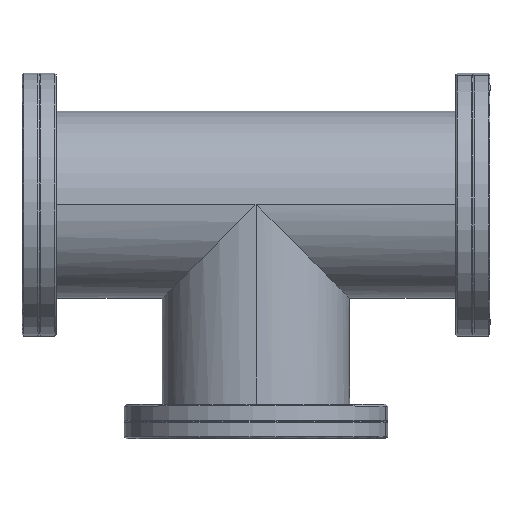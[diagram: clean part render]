
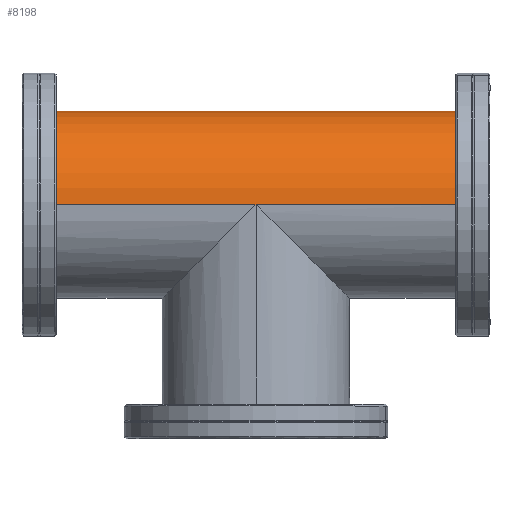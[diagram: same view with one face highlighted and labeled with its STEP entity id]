
A CAD part, top view. The second image highlights one B-rep face of the part: STEP entity #8198.
In plain terms, the highlighted cylindrical face has radius 54 mm (diameter 108 mm), a partial arc.
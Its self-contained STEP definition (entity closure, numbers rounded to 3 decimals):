
#370 = VERTEX_POINT ( 'NONE', #4161 ) ;
#450 = EDGE_LOOP ( 'NONE', ( #3090, #6002, #2481, #6970, #9442, #9892 ) ) ;
#586 = EDGE_CURVE ( 'NONE', #8032, #7053, #654, .T. ) ;
#589 = EDGE_CURVE ( 'NONE', #8032, #370, #4908, .T. ) ;
#592 = EDGE_CURVE ( 'NONE', #370, #9879, #4679, .T. ) ;
#599 = EDGE_CURVE ( 'NONE', #1248, #4312, #4432, .T. ) ;
#636 = EDGE_CURVE ( 'NONE', #9879, #4312, #1364, .T. ) ;
#637 = EDGE_CURVE ( 'NONE', #7053, #1248, #5262, .T. ) ;
#654 = CIRCLE ( 'NONE', #4696, 54. ) ;
#1090 = VECTOR ( 'NONE', #8613, 1000. ) ;
#1248 = VERTEX_POINT ( 'NONE', #5566 ) ;
#1364 = CIRCLE ( 'NONE', #4488, 54. ) ;
#2020 = DIRECTION ( 'NONE',  ( 0., 0., 1. ) ) ;
#2475 = VECTOR ( 'NONE', #7845, 1000. ) ;
#2481 = ORIENTED_EDGE ( 'NONE', *, *, #599, .T. ) ;
#2749 = VECTOR ( 'NONE', #7343, 1000. ) ;
#3090 = ORIENTED_EDGE ( 'NONE', *, *, #586, .T. ) ;
#3502 = CARTESIAN_POINT ( 'NONE',  ( 0., 0., -54. ) ) ;
#4161 = CARTESIAN_POINT ( 'NONE',  ( 125.5, 0., 54. ) ) ;
#4264 = CARTESIAN_POINT ( 'NONE',  ( 260., 0., 0. ) ) ;
#4312 = VERTEX_POINT ( 'NONE', #3502 ) ;
#4432 = LINE ( 'NONE', #7177, #2475 ) ;
#4488 = AXIS2_PLACEMENT_3D ( 'NONE', #8915, #8982, #9015 ) ;
#4679 = LINE ( 'NONE', #7599, #8505 ) ;
#4696 = AXIS2_PLACEMENT_3D ( 'NONE', #7431, #7490, #7470 ) ;
#4908 = LINE ( 'NONE', #7402, #2749 ) ;
#5262 = LINE ( 'NONE', #8941, #1090 ) ;
#5566 = CARTESIAN_POINT ( 'NONE',  ( 125.5, 0., -54. ) ) ;
#5599 = FACE_OUTER_BOUND ( 'NONE', #450, .T. ) ;
#6002 = ORIENTED_EDGE ( 'NONE', *, *, #637, .T. ) ;
#6677 = CARTESIAN_POINT ( 'NONE',  ( 0., 0., 54. ) ) ;
#6970 = ORIENTED_EDGE ( 'NONE', *, *, #636, .F. ) ;
#7053 = VERTEX_POINT ( 'NONE', #7699 ) ;
#7177 = CARTESIAN_POINT ( 'NONE',  ( 260., 0., -54. ) ) ;
#7343 = DIRECTION ( 'NONE',  ( -1., 0., 0. ) ) ;
#7402 = CARTESIAN_POINT ( 'NONE',  ( 260., 0., 54. ) ) ;
#7431 = CARTESIAN_POINT ( 'NONE',  ( 251., 0., 0. ) ) ;
#7470 = DIRECTION ( 'NONE',  ( 0., 0., 1. ) ) ;
#7490 = DIRECTION ( 'NONE',  ( -1., 0., 0. ) ) ;
#7599 = CARTESIAN_POINT ( 'NONE',  ( 260., 0., 54. ) ) ;
#7691 = DIRECTION ( 'NONE',  ( -1., 0., 0. ) ) ;
#7699 = CARTESIAN_POINT ( 'NONE',  ( 251., 0., -54. ) ) ;
#7845 = DIRECTION ( 'NONE',  ( -1., 0., 0. ) ) ;
#7901 = CARTESIAN_POINT ( 'NONE',  ( 251., 0., 54. ) ) ;
#7946 = AXIS2_PLACEMENT_3D ( 'NONE', #4264, #8853, #2020 ) ;
#8032 = VERTEX_POINT ( 'NONE', #7901 ) ;
#8198 = ADVANCED_FACE ( 'NONE', ( #5599 ), #8466, .T. ) ;
#8466 = CYLINDRICAL_SURFACE ( 'NONE', #7946, 54. ) ;
#8505 = VECTOR ( 'NONE', #7691, 1000. ) ;
#8613 = DIRECTION ( 'NONE',  ( -1., 0., 0. ) ) ;
#8853 = DIRECTION ( 'NONE',  ( -1., 0., 0. ) ) ;
#8915 = CARTESIAN_POINT ( 'NONE',  ( 0., 0., 0. ) ) ;
#8941 = CARTESIAN_POINT ( 'NONE',  ( 260., 0., -54. ) ) ;
#8982 = DIRECTION ( 'NONE',  ( -1., 0., 0. ) ) ;
#9015 = DIRECTION ( 'NONE',  ( 0., 0., 1. ) ) ;
#9442 = ORIENTED_EDGE ( 'NONE', *, *, #592, .F. ) ;
#9879 = VERTEX_POINT ( 'NONE', #6677 ) ;
#9892 = ORIENTED_EDGE ( 'NONE', *, *, #589, .F. ) ;
